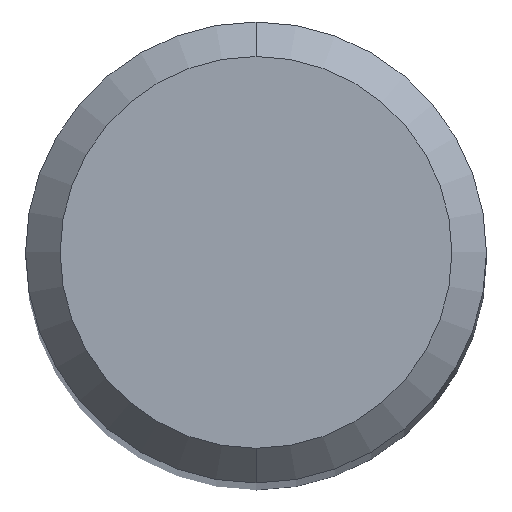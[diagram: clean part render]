
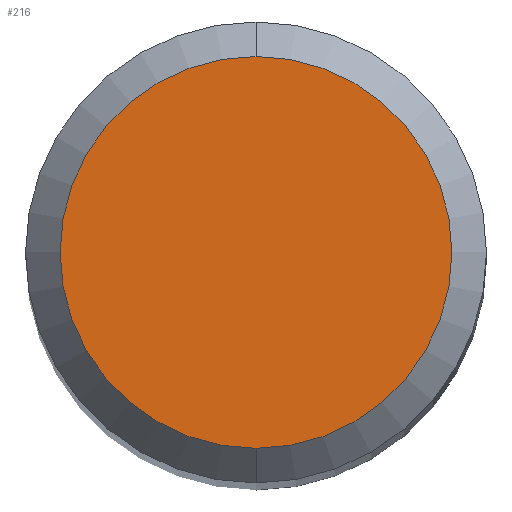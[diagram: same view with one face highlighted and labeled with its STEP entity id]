
A CAD part, top view. The second image highlights one B-rep face of the part: STEP entity #216.
In plain terms, the highlighted planar face has unit normal (0, 0, 1).
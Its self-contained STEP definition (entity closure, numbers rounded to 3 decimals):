
#118=EDGE_CURVE('',#128,#162,#271,.T.);
#128=VERTEX_POINT('',#282);
#148=EDGE_CURVE('',#162,#128,#304,.T.);
#162=VERTEX_POINT('',#319);
#216=ADVANCED_FACE('',(#378),#379,.T.);
#271=CIRCLE('',#438,1.7);
#282=CARTESIAN_POINT('',(0.0,1.7,0.0));
#304=CIRCLE('',#478,1.7);
#319=CARTESIAN_POINT('',(0.,-1.7,0.0));
#378=FACE_OUTER_BOUND('',#571,.T.);
#379=PLANE('',#572);
#438=AXIS2_PLACEMENT_3D('',#626,#627,#628);
#478=AXIS2_PLACEMENT_3D('',#663,#664,#665);
#571=EDGE_LOOP('',(#748,#749));
#572=AXIS2_PLACEMENT_3D('',#750,#751,#752);
#626=CARTESIAN_POINT('',(0.0,0.0,0.0));
#627=DIRECTION('',(0.0,0.0,-1.0));
#628=DIRECTION('',(0.0,1.0,0.0));
#663=CARTESIAN_POINT('',(0.0,0.0,0.0));
#664=DIRECTION('',(0.0,0.0,-1.0));
#665=DIRECTION('',(0.0,1.0,0.0));
#748=ORIENTED_EDGE('',*,*,#118,.F.);
#749=ORIENTED_EDGE('',*,*,#148,.F.);
#750=CARTESIAN_POINT('',(0.0,0.85,0.0));
#751=DIRECTION('',(-0.0,0.0,1.0));
#752=DIRECTION('',(0.0,-1.0,0.0));
